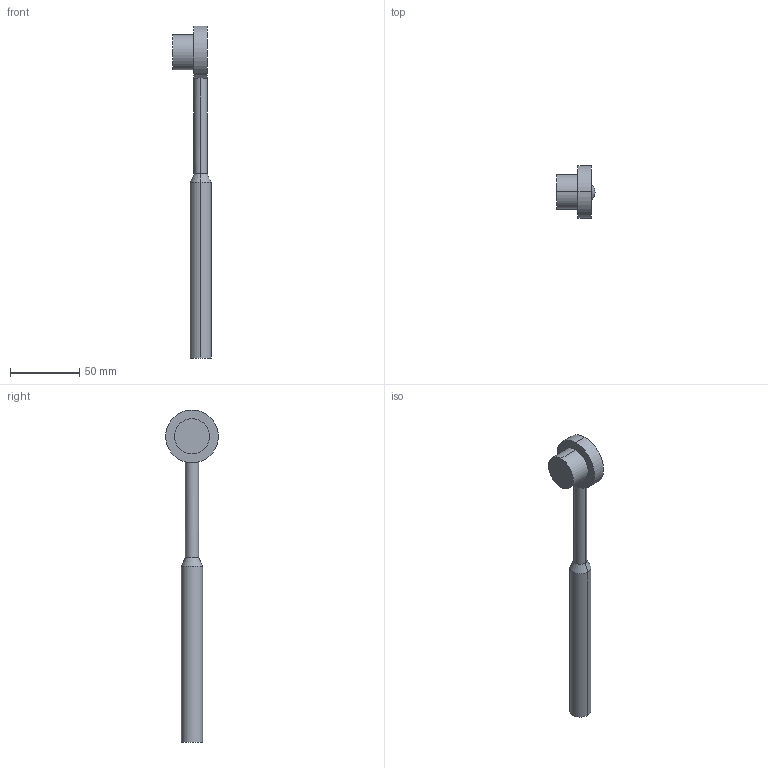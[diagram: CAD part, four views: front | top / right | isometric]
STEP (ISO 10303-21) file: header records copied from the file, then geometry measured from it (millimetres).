
FILE_DESCRIPTION(('produced by SPATIAL CORP'),'2;1');
FILE_NAME('adj-250.prt.hh.sat.stp' ,'2002-04-19T13:34:01+00:00',('SPATIAL CORP'),('SPATIAL CORP'), 'ACIS STEP Husk','http://www.spatial.com','SPATIAL CORP');
FILE_SCHEMA(('CONFIG_CONTROL_DESIGN'));
Length unit declared in the file: millimetre
Products named in the file (1): PRODUCT_ID_1
Bounding box: 27.62 x 38.1 x 240.03 mm (x, y, z)
Volume: 47423.9 mm3; surface area: 13159.5 mm2
Topology: 1 solids, 1 shells, 14 faces, 27 edges, 16 vertices
Faces by surface type: cylinder 8, plane 4, cone 2
Entity records: 474 total; most frequent: CARTESIAN_POINT 101, DIRECTION 65, ORIENTED_EDGE 54, AXIS2_PLACEMENT_3D 28, EDGE_CURVE 27, VERTEX_POINT 16, EDGE_LOOP 15, FACE_BOUND 15
